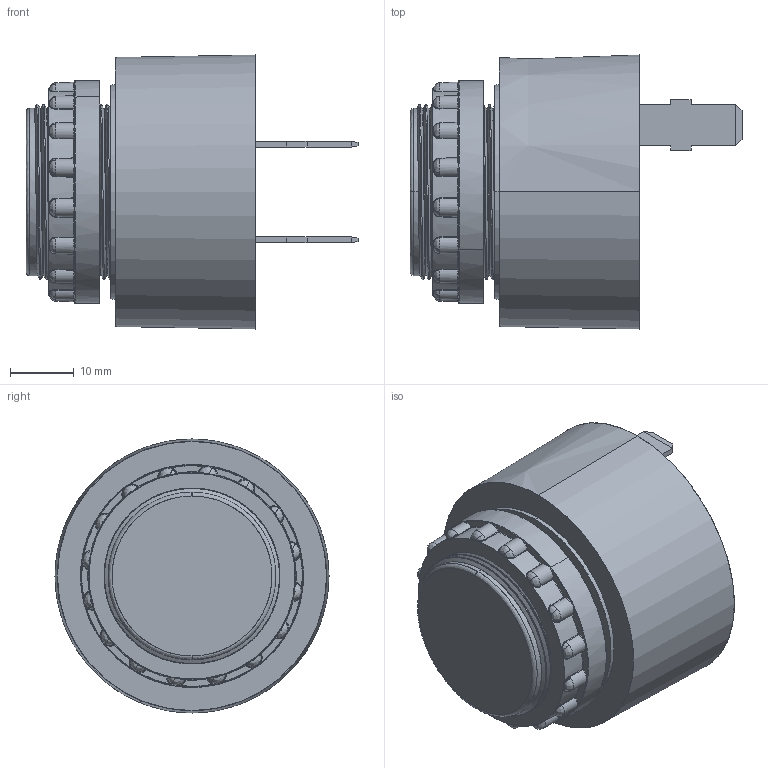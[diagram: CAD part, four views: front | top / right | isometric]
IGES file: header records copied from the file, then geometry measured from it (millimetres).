
Start section: SolidWorks IGES file using analytic representation for surfaces
Global section: file name: SK0158-3D_Issue _A.IGS; native system: SolidWorks 2016; preprocessor: SolidWorks 2016; author: richard.potts; date: 160311.122014; units: millimetre
Bounding box: 52.1 x 43 x 43 mm (x, y, z)
Surface area: 8651.5 mm2 (no closed solid volume)
Topology: 0 solids, 0 shells, 397 faces, 3500 edges, 3499 vertices
Faces by surface type: bspline 331, revolution 66
